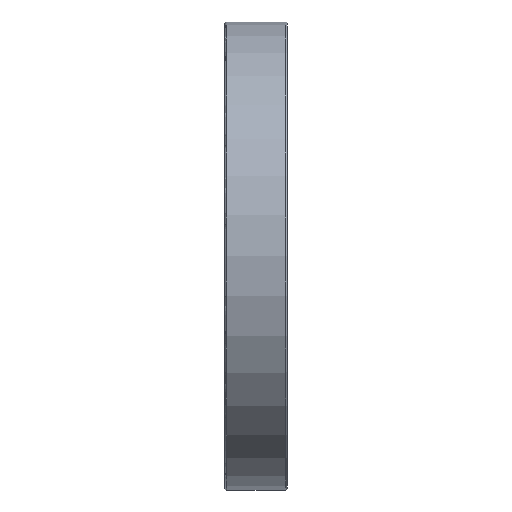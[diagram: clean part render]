
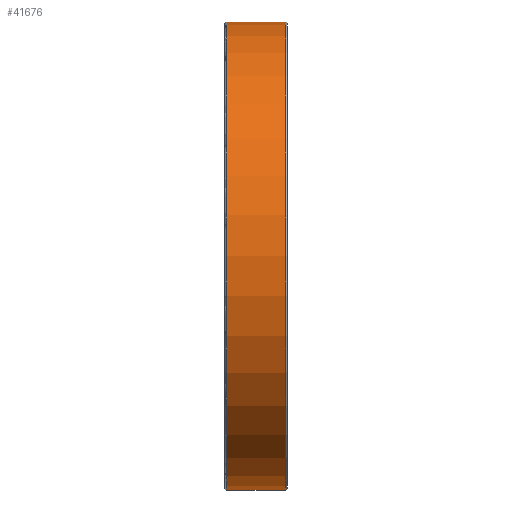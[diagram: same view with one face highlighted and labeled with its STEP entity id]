
A CAD part, top view. The second image highlights one B-rep face of the part: STEP entity #41676.
In plain terms, the highlighted cylindrical face has radius 82.5 mm (diameter 165 mm), a partial arc.
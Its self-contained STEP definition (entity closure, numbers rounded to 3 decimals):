
#31631=DIRECTION('',(-1.,0.,0.));
#31632=VECTOR('',#31631,20.8);
#31633=CARTESIAN_POINT('',(10.4,82.5,0.));
#31634=LINE('',#31633,#31632);
#31638=DIRECTION('',(-1.,0.,0.));
#31639=VECTOR('',#31638,20.8);
#31640=CARTESIAN_POINT('',(10.4,-82.5,0.));
#31641=LINE('',#31640,#31639);
#31653=CARTESIAN_POINT('',(10.4,0.,0.));
#31654=DIRECTION('',(1.,0.,0.));
#31655=DIRECTION('',(0.,1.,0.));
#31656=AXIS2_PLACEMENT_3D('',#31653,#31654,#31655);
#31661=CARTESIAN_POINT('',(-10.4,0.,0.));
#31662=DIRECTION('',(1.,0.,0.));
#31663=DIRECTION('',(0.,1.,0.));
#31664=AXIS2_PLACEMENT_3D('',#31661,#31662,#31663);
#38616=CARTESIAN_POINT('',(10.4,82.5,0.));
#38617=CARTESIAN_POINT('',(-10.4,82.5,0.));
#38618=VERTEX_POINT('',#38616);
#38619=VERTEX_POINT('',#38617);
#38628=CARTESIAN_POINT('',(10.4,-82.5,0.));
#38629=CARTESIAN_POINT('',(-10.4,-82.5,0.));
#38630=VERTEX_POINT('',#38628);
#38631=VERTEX_POINT('',#38629);
#41664=CARTESIAN_POINT('',(-12.1,0.,0.));
#41665=DIRECTION('',(1.,0.,0.));
#41666=DIRECTION('',(0.,-1.,0.));
#41667=AXIS2_PLACEMENT_3D('',#41664,#41665,#41666);
#41668=CYLINDRICAL_SURFACE('',#41667,82.5);
#41669=ORIENTED_EDGE('',*,*,#41654,.F.);
#41670=ORIENTED_EDGE('',*,*,#41631,.T.);
#41671=ORIENTED_EDGE('',*,*,#41658,.T.);
#41673=ORIENTED_EDGE('',*,*,#41672,.F.);
#41674=EDGE_LOOP('',(#41669,#41670,#41671,#41673));
#41675=FACE_OUTER_BOUND('',#41674,.F.);
#31657=CIRCLE('',#31656,82.5);
#31665=CIRCLE('',#31664,82.5);
#41631=EDGE_CURVE('',#38618,#38630,#31657,.T.);
#41654=EDGE_CURVE('',#38618,#38619,#31634,.T.);
#41658=EDGE_CURVE('',#38630,#38631,#31641,.T.);
#41672=EDGE_CURVE('',#38619,#38631,#31665,.T.);
#41676=ADVANCED_FACE('',(#41675),#41668,.T.);
